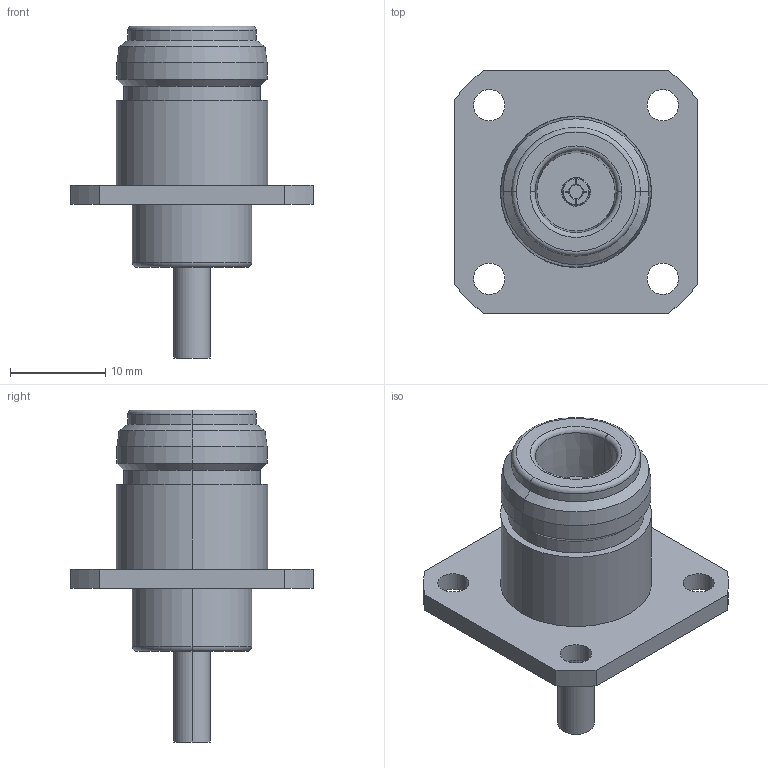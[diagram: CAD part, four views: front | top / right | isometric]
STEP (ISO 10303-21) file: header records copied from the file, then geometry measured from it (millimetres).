
FILE_DESCRIPTION (( 'STEP AP214' ), '1' );
FILE_NAME ('J01021A0217.STEP', '2019-09-05T07:53:53', ( '' ), ( '' ), 'SwSTEP 2.0', 'SolidWorks 2018', '' );
FILE_SCHEMA (( 'AUTOMOTIVE_DESIGN' ));
Length unit declared in the file: millimetre
Products named in the file (1): J01021A0217
Bounding box: 25.4 x 25.4 x 34.8 mm (x, y, z)
Volume: 4815.6 mm3; surface area: 2938.8 mm2
Topology: 1 solids, 1 shells, 90 faces, 208 edges, 132 vertices
Faces by surface type: cylinder 38, plane 26, cone 20, torus 6
Entity records: 3593 total; most frequent: CARTESIAN_POINT 503, DIRECTION 464, ORIENTED_EDGE 416, EDGE_CURVE 208, AXIS2_PLACEMENT_3D 189, VERTEX_POINT 132, EDGE_LOOP 110, CIRCLE 98
